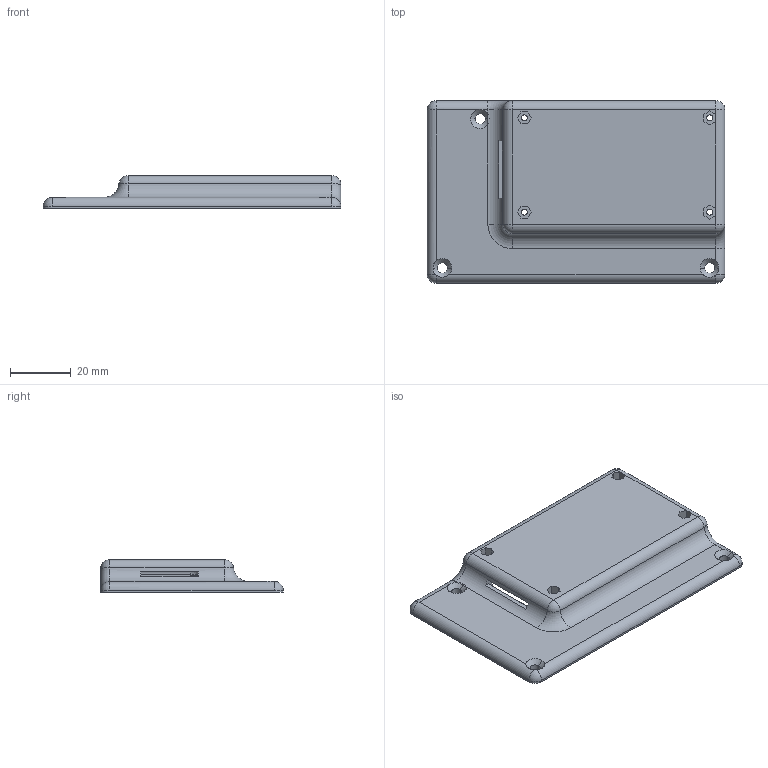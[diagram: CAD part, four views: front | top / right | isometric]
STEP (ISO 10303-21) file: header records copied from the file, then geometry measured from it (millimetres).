
FILE_DESCRIPTION (( 'STEP AP214' ), '1' );
FILE_NAME ('box_boards_a.STEP', '2023-07-17T12:32:08', ( '' ), ( '' ), 'SwSTEP 2.0', 'SolidWorks 2022', '' );
FILE_SCHEMA (( 'AUTOMOTIVE_DESIGN' ));
Length unit declared in the file: millimetre
Products named in the file (1): box_boards_a
Bounding box: 98 x 60.05 x 10.81 mm (x, y, z)
Volume: 16935.2 mm3; surface area: 15409.5 mm2
Topology: 1 solids, 1 shells, 162 faces, 435 edges, 260 vertices
Faces by surface type: cylinder 64, plane 60, torus 16, sphere 14, cone 6, bspline 2
Entity records: 5233 total; most frequent: CARTESIAN_POINT 1145, DIRECTION 880, ORIENTED_EDGE 840, EDGE_CURVE 420, AXIS2_PLACEMENT_3D 323, VERTEX_POINT 260, LINE 234, VECTOR 234
